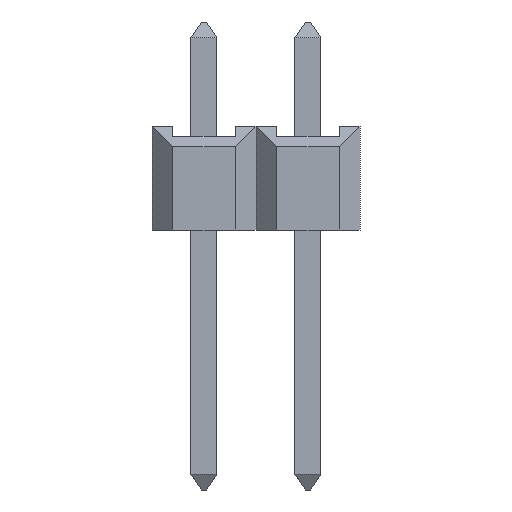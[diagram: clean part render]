
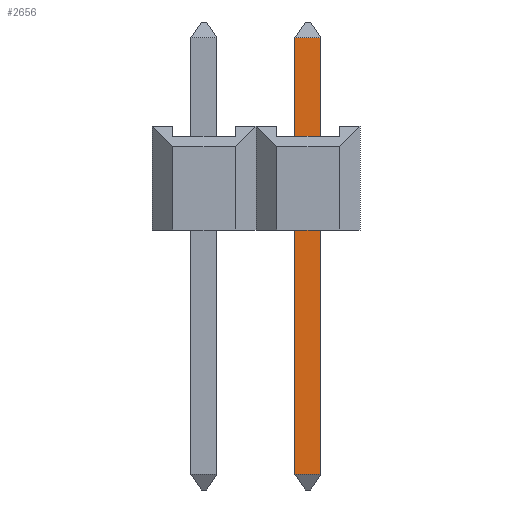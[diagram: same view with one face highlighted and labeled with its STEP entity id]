
A CAD part, front view. The second image highlights one B-rep face of the part: STEP entity #2656.
In plain terms, the highlighted planar face has unit normal (0, -1, 0).
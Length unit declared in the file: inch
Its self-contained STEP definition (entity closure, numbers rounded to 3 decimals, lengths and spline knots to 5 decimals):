
#2656=ADVANCED_FACE('',(#3332),#2996,.T.);
#2996=PLANE('',#8397);
#3332=FACE_OUTER_BOUND('',#3660,.T.);
#3660=EDGE_LOOP('',(#4227,#4228,#4229,#4230));
#4227=ORIENTED_EDGE('',*,*,#6129,.T.);
#4228=ORIENTED_EDGE('',*,*,#6137,.T.);
#4229=ORIENTED_EDGE('',*,*,#6134,.F.);
#4230=ORIENTED_EDGE('',*,*,#6138,.T.);
#5601=VERTEX_POINT('',#10409);
#5602=VERTEX_POINT('',#10411);
#5605=VERTEX_POINT('',#10421);
#5606=VERTEX_POINT('',#10422);
#6129=EDGE_CURVE('',#5602,#5601,#6909,.T.);
#6134=EDGE_CURVE('',#5605,#5606,#6914,.T.);
#6137=EDGE_CURVE('',#5601,#5606,#6917,.T.);
#6138=EDGE_CURVE('',#5605,#5602,#6918,.T.);
#6909=LINE('',#10410,#7689);
#6914=LINE('',#10420,#7694);
#6917=LINE('',#10426,#7697);
#6918=LINE('',#10427,#7698);
#7689=VECTOR('',#8920,1.);
#7694=VECTOR('',#8929,1.);
#7697=VECTOR('',#8934,1.);
#7698=VECTOR('',#8935,1.);
#8397=AXIS2_PLACEMENT_3D('',#10428,#8936,#8937);
#8920=DIRECTION('',(0.,0.,-1.));
#8929=DIRECTION('',(0.,0.,-1.));
#8934=DIRECTION('',(1.,0.,0.));
#8935=DIRECTION('',(-1.,0.,0.));
#8936=DIRECTION('',(0.,-1.,0.));
#8937=DIRECTION('',(0.,0.,-1.));
#10409=CARTESIAN_POINT('',(0.0875,-0.0125,-0.235));
#10410=CARTESIAN_POINT('',(0.0875,-0.0125,0.2));
#10411=CARTESIAN_POINT('',(0.0875,-0.0125,0.185));
#10420=CARTESIAN_POINT('',(0.1125,-0.0125,0.2));
#10421=CARTESIAN_POINT('',(0.1125,-0.0125,0.185));
#10422=CARTESIAN_POINT('',(0.1125,-0.0125,-0.235));
#10426=CARTESIAN_POINT('',(0.1125,-0.0125,-0.235));
#10427=CARTESIAN_POINT('',(0.0875,-0.0125,0.185));
#10428=CARTESIAN_POINT('',(0.1125,-0.0125,0.2));
